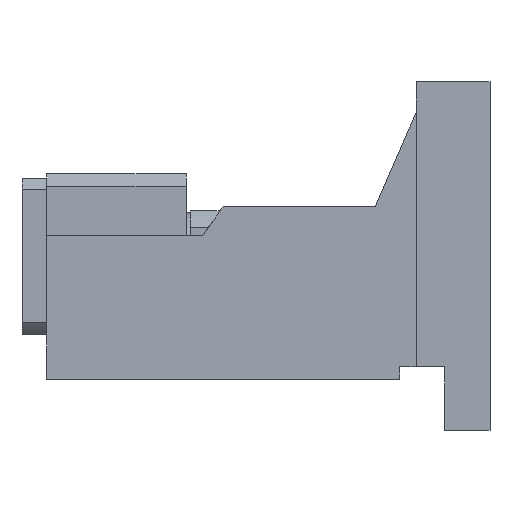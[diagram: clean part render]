
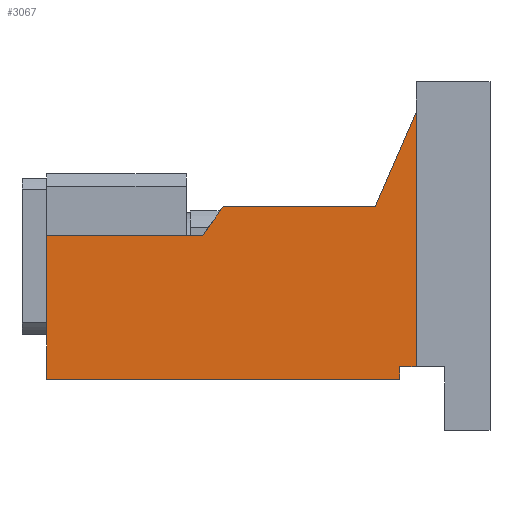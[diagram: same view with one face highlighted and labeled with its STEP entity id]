
A CAD part, front view. The second image highlights one B-rep face of the part: STEP entity #3067.
In plain terms, the highlighted planar face has unit normal (0, -1, 0).
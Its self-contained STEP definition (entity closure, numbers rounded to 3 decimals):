
#2117=CARTESIAN_POINT('Line Origine',(90.,-40.,4.)) ;
#2121=CARTESIAN_POINT('Vertex',(90.,-40.,-27.)) ;
#2123=CARTESIAN_POINT('Vertex',(90.,-40.,35.)) ;
#2240=CARTESIAN_POINT('Vertex',(80.033,-40.,12.)) ;
#2243=CARTESIAN_POINT('Line Origine',(85.017,-40.,23.5)) ;
#2260=CARTESIAN_POINT('Vertex',(43.,-40.,12.)) ;
#2263=CARTESIAN_POINT('Line Origine',(61.517,-40.,12.)) ;
#2293=CARTESIAN_POINT('Line Origine',(40.5,-40.,8.5)) ;
#2297=CARTESIAN_POINT('Vertex',(38.,-40.,5.)) ;
#2312=CARTESIAN_POINT('Line Origine',(19.,-40.,5.)) ;
#2316=CARTESIAN_POINT('Vertex',(0.,-40.,5.)) ;
#2387=CARTESIAN_POINT('Line Origine',(43.,-40.,-30.)) ;
#2391=CARTESIAN_POINT('Vertex',(86.,-40.,-30.)) ;
#2393=CARTESIAN_POINT('Vertex',(0.,-40.,-30.)) ;
#2680=CARTESIAN_POINT('Vertex',(86.,-40.,-27.)) ;
#2683=CARTESIAN_POINT('Line Origine',(86.,-40.,-28.5)) ;
#2731=CARTESIAN_POINT('Line Origine',(88.,-40.,-27.)) ;
#2811=CARTESIAN_POINT('Line Origine',(0.,-40.,-12.5)) ;
#3051=CARTESIAN_POINT('Axis2P3D Location',(0.,-40.,0.)) ;
#2118=DIRECTION('Vector Direction',(0.,0.,1.)) ;
#2244=DIRECTION('Vector Direction',(-0.398,0.,-0.918)) ;
#2264=DIRECTION('Vector Direction',(1.,0.,0.)) ;
#2294=DIRECTION('Vector Direction',(-0.581,0.,-0.814)) ;
#2313=DIRECTION('Vector Direction',(-1.,0.,0.)) ;
#2388=DIRECTION('Vector Direction',(-1.,0.,0.)) ;
#2684=DIRECTION('Vector Direction',(0.,0.,-1.)) ;
#2732=DIRECTION('Vector Direction',(1.,0.,0.)) ;
#2812=DIRECTION('Vector Direction',(0.,0.,-1.)) ;
#3052=DIRECTION('Axis2P3D Direction',(0.,-1.,0.)) ;
#3053=DIRECTION('Axis2P3D XDirection',(1.,0.,0.)) ;
#3054=AXIS2_PLACEMENT_3D('Plane Axis2P3D',#3051,#3052,#3053) ;
#3057=ORIENTED_EDGE('',*,*,#2125,.T.) ;
#3058=ORIENTED_EDGE('',*,*,#2247,.T.) ;
#3059=ORIENTED_EDGE('',*,*,#2267,.F.) ;
#3060=ORIENTED_EDGE('',*,*,#2299,.T.) ;
#3061=ORIENTED_EDGE('',*,*,#2318,.T.) ;
#3062=ORIENTED_EDGE('',*,*,#2815,.T.) ;
#3063=ORIENTED_EDGE('',*,*,#2395,.F.) ;
#3064=ORIENTED_EDGE('',*,*,#2687,.F.) ;
#3065=ORIENTED_EDGE('',*,*,#2735,.T.) ;
#2119=VECTOR('Line Direction',#2118,1.) ;
#2245=VECTOR('Line Direction',#2244,1.) ;
#2265=VECTOR('Line Direction',#2264,1.) ;
#2295=VECTOR('Line Direction',#2294,1.) ;
#2314=VECTOR('Line Direction',#2313,1.) ;
#2389=VECTOR('Line Direction',#2388,1.) ;
#2685=VECTOR('Line Direction',#2684,1.) ;
#2733=VECTOR('Line Direction',#2732,1.) ;
#2813=VECTOR('Line Direction',#2812,1.) ;
#3067=ADVANCED_FACE('\X2\96F64EF651E04F554F53\X0\',(#3066),#3055,.T.) ;
#2125=EDGE_CURVE('',#2122,#2124,#2120,.T.) ;
#2247=EDGE_CURVE('',#2124,#2241,#2246,.T.) ;
#2267=EDGE_CURVE('',#2261,#2241,#2266,.T.) ;
#2299=EDGE_CURVE('',#2261,#2298,#2296,.T.) ;
#2318=EDGE_CURVE('',#2298,#2317,#2315,.T.) ;
#2395=EDGE_CURVE('',#2392,#2394,#2390,.T.) ;
#2687=EDGE_CURVE('',#2681,#2392,#2686,.T.) ;
#2735=EDGE_CURVE('',#2681,#2122,#2734,.T.) ;
#2815=EDGE_CURVE('',#2317,#2394,#2814,.T.) ;
#3056=EDGE_LOOP('',(#3057,#3058,#3059,#3060,#3061,#3062,#3063,#3064,#3065)) ;
#3066=FACE_OUTER_BOUND('',#3056,.T.) ;
#2120=LINE('Line',#2117,#2119) ;
#2246=LINE('Line',#2243,#2245) ;
#2266=LINE('Line',#2263,#2265) ;
#2296=LINE('Line',#2293,#2295) ;
#2315=LINE('Line',#2312,#2314) ;
#2390=LINE('Line',#2387,#2389) ;
#2686=LINE('Line',#2683,#2685) ;
#2734=LINE('Line',#2731,#2733) ;
#2814=LINE('Line',#2811,#2813) ;
#3055=PLANE('Plane',#3054) ;
#2122=VERTEX_POINT('',#2121) ;
#2124=VERTEX_POINT('',#2123) ;
#2241=VERTEX_POINT('',#2240) ;
#2261=VERTEX_POINT('',#2260) ;
#2298=VERTEX_POINT('',#2297) ;
#2317=VERTEX_POINT('',#2316) ;
#2392=VERTEX_POINT('',#2391) ;
#2394=VERTEX_POINT('',#2393) ;
#2681=VERTEX_POINT('',#2680) ;
